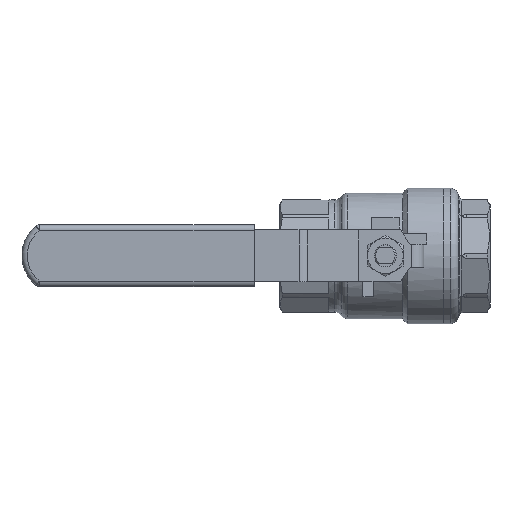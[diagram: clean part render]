
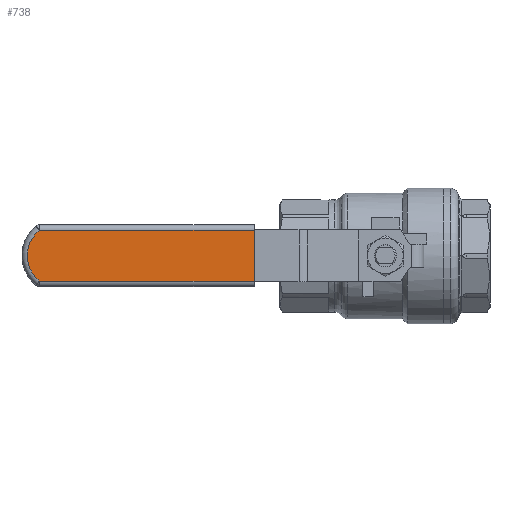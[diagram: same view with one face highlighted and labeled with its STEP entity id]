
A CAD part, top view. The second image highlights one B-rep face of the part: STEP entity #738.
In plain terms, the highlighted planar face has unit normal (0, 0, 1).
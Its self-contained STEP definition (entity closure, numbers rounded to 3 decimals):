
#738=ADVANCED_FACE('',(#1445),#1446,.T.);
#1445=FACE_OUTER_BOUND('',#2343,.T.);
#1446=PLANE('',#2344);
#2343=EDGE_LOOP('',(#3684,#3685,#3686,#3687));
#2344=AXIS2_PLACEMENT_3D('',#3688,#3689,#3690);
#3684=ORIENTED_EDGE('',*,*,#5065,.T.);
#3685=ORIENTED_EDGE('',*,*,#5079,.T.);
#3686=ORIENTED_EDGE('',*,*,#5080,.T.);
#3687=ORIENTED_EDGE('',*,*,#5081,.T.);
#3688=CARTESIAN_POINT('',(-71.0,0.,3.15));
#3689=DIRECTION('',(0.0,0.0,1.0));
#3690=DIRECTION('',(1.0,0.0,0.0));
#5065=EDGE_CURVE('',#5960,#5958,#5961,.T.);
#5079=EDGE_CURVE('',#5958,#5917,#5979,.T.);
#5080=EDGE_CURVE('',#5917,#5980,#5981,.T.);
#5081=EDGE_CURVE('',#5980,#5960,#5982,.T.);
#5917=VERTEX_POINT('',#7436);
#5958=VERTEX_POINT('',#7489);
#5960=VERTEX_POINT('',#7491);
#5961=LINE('',#7492,#7493);
#5979=LINE('',#7517,#7518);
#5980=VERTEX_POINT('',#7519);
#5981=CIRCLE('',#7520,12.0);
#5982=LINE('',#7521,#7522);
#7436=CARTESIAN_POINT('',(-78.584,9.3,3.15));
#7489=CARTESIAN_POINT('',(0.0,9.3,3.15));
#7491=CARTESIAN_POINT('',(0.0,-9.3,3.15));
#7492=CARTESIAN_POINT('',(0.0,-11.3,3.15));
#7493=VECTOR('',#9004,1.0);
#7517=CARTESIAN_POINT('',(-79.265,9.3,3.15));
#7518=VECTOR('',#9020,1.0);
#7519=CARTESIAN_POINT('',(-78.584,-9.3,3.15));
#7520=AXIS2_PLACEMENT_3D('',#9021,#9022,#9023);
#7521=CARTESIAN_POINT('',(0.0,-9.3,3.15));
#7522=VECTOR('',#9024,1.0);
#9004=DIRECTION('',(0.0,1.0,0.0));
#9020=DIRECTION('',(-1.0,0.,0.0));
#9021=CARTESIAN_POINT('',(-71.0,0.,3.15));
#9022=DIRECTION('',(0.0,0.0,1.0));
#9023=DIRECTION('',(1.0,0.0,0.0));
#9024=DIRECTION('',(1.0,0.,0.0));
